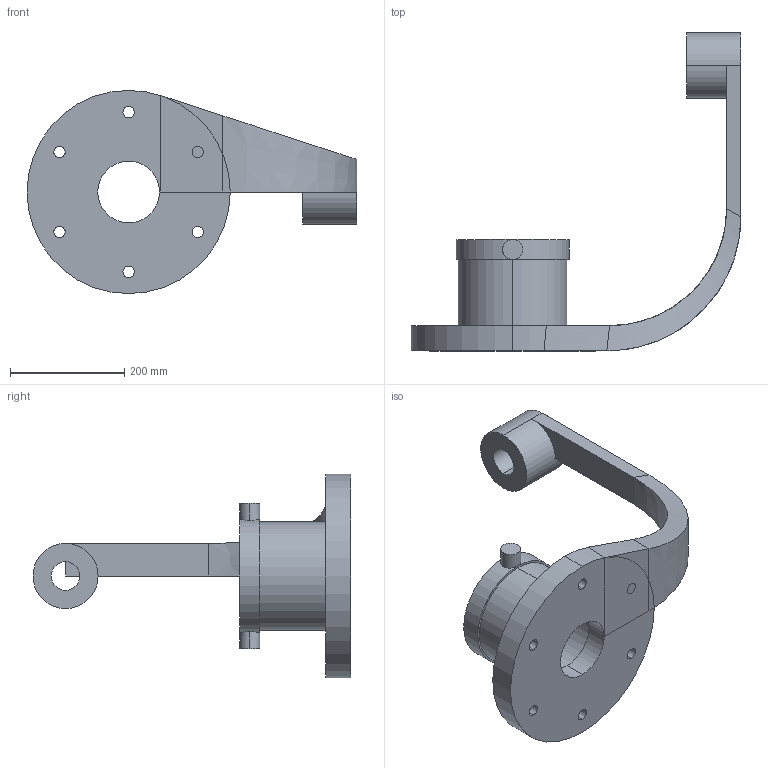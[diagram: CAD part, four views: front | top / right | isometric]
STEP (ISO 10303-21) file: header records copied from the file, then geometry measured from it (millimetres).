
FILE_DESCRIPTION (( 'STEP AP214' ), '1' );
FILE_NAME ('sw_1_quarter.STEP', '2023-07-22T07:18:55', ( '' ), ( '' ), 'SwSTEP 2.0', 'SolidWorks 2023', '' );
FILE_SCHEMA (( 'AUTOMOTIVE_DESIGN' ));
Length unit declared in the file: millimetre
Products named in the file (1): sw_1_quarter
Bounding box: 578 x 557 x 356 mm (x, y, z)
Volume: 8913004.7 mm3; surface area: 684723.9 mm2
Topology: 5 solids, 5 shells, 57 faces, 128 edges, 84 vertices
Faces by surface type: cylinder 30, plane 23, bspline 4
Entity records: 2067 total; most frequent: CARTESIAN_POINT 680, DIRECTION 278, ORIENTED_EDGE 256, EDGE_CURVE 128, AXIS2_PLACEMENT_3D 110, VERTEX_POINT 84, EDGE_LOOP 76, LINE 58
